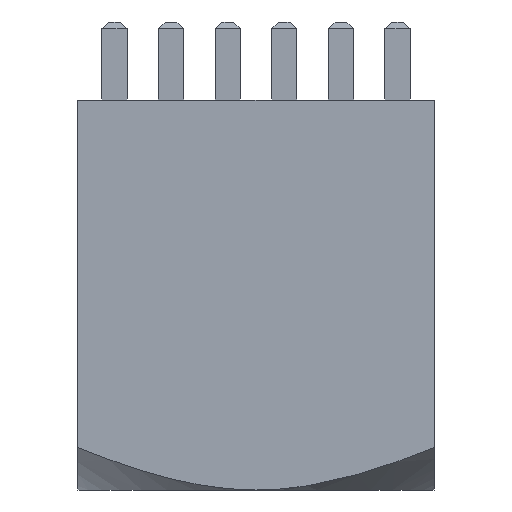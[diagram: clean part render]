
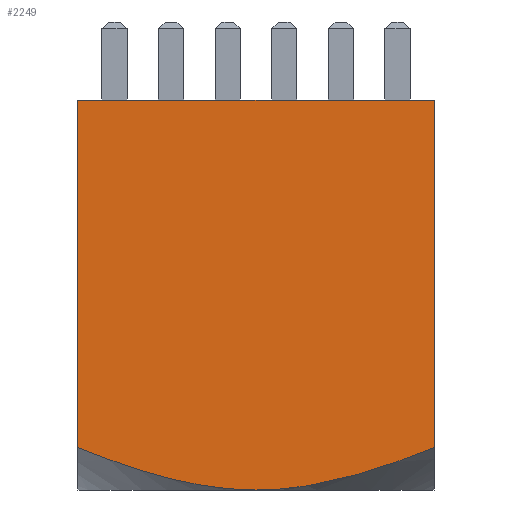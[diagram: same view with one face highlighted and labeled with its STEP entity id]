
A CAD part, left-side view. The second image highlights one B-rep face of the part: STEP entity #2249.
In plain terms, the highlighted planar face has unit normal (-1, 0, 0).
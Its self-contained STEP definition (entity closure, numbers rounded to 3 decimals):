
#128 = B_SPLINE_CURVE_WITH_KNOTS ( 'NONE', 3,
 ( #1397, #1395, #1392, #1398, #1399, #1400, #1401, #1402 ),
 .UNSPECIFIED., .F., .F.,
 ( 4, 2, 2, 4 ),
 ( 0.017, 0.021, 0.023, 0.026 ),
 .UNSPECIFIED. ) ;
#1392 = CARTESIAN_POINT ( 'NONE',  ( -8., 2.741, 0.215 ) ) ;
#1395 = CARTESIAN_POINT ( 'NONE',  ( -8., 1.388, 0. ) ) ;
#1397 = CARTESIAN_POINT ( 'NONE',  ( -8., 0., 0. ) ) ;
#1398 = CARTESIAN_POINT ( 'NONE',  ( -8., 4.74, 0.739 ) ) ;
#1399 = CARTESIAN_POINT ( 'NONE',  ( -8., 5.403, 0.947 ) ) ;
#1400 = CARTESIAN_POINT ( 'NONE',  ( -8., 6.715, 1.404 ) ) ;
#1401 = CARTESIAN_POINT ( 'NONE',  ( -8., 7.36, 1.652 ) ) ;
#1402 = CARTESIAN_POINT ( 'NONE',  ( -8., 8., 1.913 ) ) ;
#1438 = LINE ( 'NONE', #1446, #7153 ) ;
#1446 = CARTESIAN_POINT ( 'NONE',  ( -8., -8., 17.5 ) ) ;
#1447 = LINE ( 'NONE', #1457, #7161 ) ;
#1448 = DIRECTION ( 'NONE',  ( 0., -1., 0. ) ) ;
#1457 = CARTESIAN_POINT ( 'NONE',  ( -8., 8., 17.5 ) ) ;
#1459 = DIRECTION ( 'NONE',  ( 0., 0., -1. ) ) ;
#1535 = CARTESIAN_POINT ( 'NONE',  ( -8., -6.723, 1.392 ) ) ;
#1538 = CARTESIAN_POINT ( 'NONE',  ( -8., -8., 1.913 ) ) ;
#1540 = CARTESIAN_POINT ( 'NONE',  ( -8., -5.417, 0.917 ) ) ;
#1541 = CARTESIAN_POINT ( 'NONE',  ( -8., -3.422, 0.393 ) ) ;
#1542 = CARTESIAN_POINT ( 'NONE',  ( -8., -2.75, 0.25 ) ) ;
#1543 = CARTESIAN_POINT ( 'NONE',  ( -8., -1.727, 0.103 ) ) ;
#1544 = CARTESIAN_POINT ( 'NONE',  ( -8., -1.384, 0.064 ) ) ;
#1545 = CARTESIAN_POINT ( 'NONE',  ( -8., -0.691, 0.013 ) ) ;
#1546 = CARTESIAN_POINT ( 'NONE',  ( -8., -0.344, 0. ) ) ;
#1547 = CARTESIAN_POINT ( 'NONE',  ( -8., 0., 0. ) ) ;
#1558 = LINE ( 'NONE', #1560, #7198 ) ;
#1560 = CARTESIAN_POINT ( 'NONE',  ( -8., -8., 17.5 ) ) ;
#1561 = DIRECTION ( 'NONE',  ( 0., 0., -1. ) ) ;
#1657 = EDGE_CURVE ( 'NONE', #2972, #2948, #128, .T. ) ;
#1668 = EDGE_CURVE ( 'NONE', #2939, #2943, #1438, .T. ) ;
#1672 = EDGE_CURVE ( 'NONE', #2939, #2948, #1447, .T. ) ;
#1693 = EDGE_CURVE ( 'NONE', #2940, #2972, #5749, .T. ) ;
#1695 = EDGE_CURVE ( 'NONE', #2943, #2940, #1558, .T. ) ;
#2249 = ADVANCED_FACE ( 'NONE', ( #5196 ), #5197, .F. ) ;
#2772 = EDGE_LOOP ( 'NONE', ( #4407, #4408, #4409, #4410, #4411 ) ) ;
#2939 = VERTEX_POINT ( 'NONE', #6681 ) ;
#2940 = VERTEX_POINT ( 'NONE', #6683 ) ;
#2943 = VERTEX_POINT ( 'NONE', #6685 ) ;
#2948 = VERTEX_POINT ( 'NONE', #6688 ) ;
#2972 = VERTEX_POINT ( 'NONE', #6712 ) ;
#4407 = ORIENTED_EDGE ( 'NONE', *, *, #1693, .F. ) ;
#4408 = ORIENTED_EDGE ( 'NONE', *, *, #1695, .F. ) ;
#4409 = ORIENTED_EDGE ( 'NONE', *, *, #1668, .F. ) ;
#4410 = ORIENTED_EDGE ( 'NONE', *, *, #1672, .T. ) ;
#4411 = ORIENTED_EDGE ( 'NONE', *, *, #1657, .F. ) ;
#5192 = CARTESIAN_POINT ( 'NONE',  ( -8., -8., 17.5 ) ) ;
#5196 = FACE_OUTER_BOUND ( 'NONE', #2772, .T. ) ;
#5197 = PLANE ( 'NONE',  #8063 ) ;
#5199 = DIRECTION ( 'NONE',  ( 1., 0., 0. ) ) ;
#5200 = DIRECTION ( 'NONE',  ( 0., 0., -1. ) ) ;
#5749 = B_SPLINE_CURVE_WITH_KNOTS ( 'NONE', 3,
 ( #1538, #1535, #1540, #1541, #1542, #1543, #1544, #1545, #1546, #1547 ),
 .UNSPECIFIED., .F., .F.,
 ( 4, 2, 2, 2, 4 ),
 ( 0.009, 0.013, 0.015, 0.016, 0.017 ),
 .UNSPECIFIED. ) ;
#6681 = CARTESIAN_POINT ( 'NONE',  ( -8., 8., 17.5 ) ) ;
#6683 = CARTESIAN_POINT ( 'NONE',  ( -8., -8., 1.913 ) ) ;
#6685 = CARTESIAN_POINT ( 'NONE',  ( -8., -8., 17.5 ) ) ;
#6688 = CARTESIAN_POINT ( 'NONE',  ( -8., 8., 1.913 ) ) ;
#6712 = CARTESIAN_POINT ( 'NONE',  ( -8., 0., 0. ) ) ;
#7153 = VECTOR ( 'NONE', #1448, 1000. ) ;
#7161 = VECTOR ( 'NONE', #1459, 1000. ) ;
#7198 = VECTOR ( 'NONE', #1561, 1000. ) ;
#8063 = AXIS2_PLACEMENT_3D ( 'NONE', #5192, #5199, #5200 ) ;
